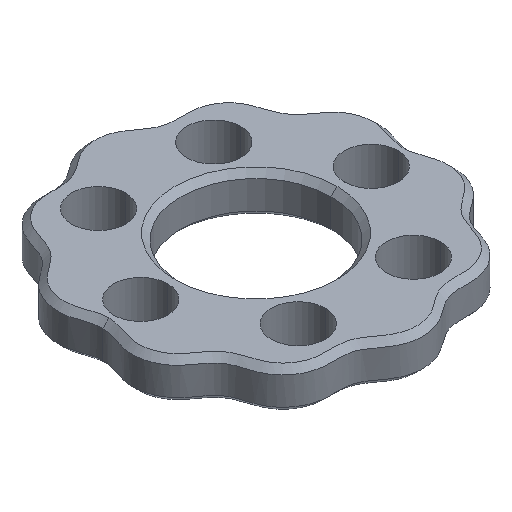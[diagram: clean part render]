
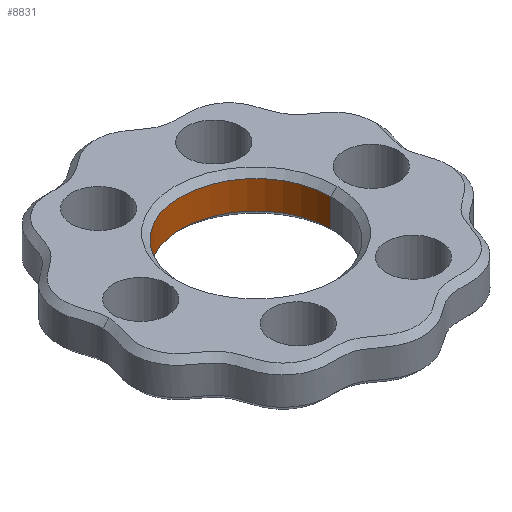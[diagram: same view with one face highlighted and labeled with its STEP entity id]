
A CAD part, isometric view. The second image highlights one B-rep face of the part: STEP entity #8831.
In plain terms, the highlighted cylindrical face has radius 7.5 mm (diameter 15 mm), a partial arc.
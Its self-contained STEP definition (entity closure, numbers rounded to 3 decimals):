
#15 = VERTEX_POINT ( 'NONE', #8699 ) ;
#45 = LINE ( 'NONE', #6971, #5678 ) ;
#255 = CARTESIAN_POINT ( 'NONE',  ( 7.5, 0., 3.4 ) ) ;
#523 = DIRECTION ( 'NONE',  ( 0., 0., -1. ) ) ;
#564 = EDGE_CURVE ( 'NONE', #15, #9004, #5119, .T. ) ;
#667 = EDGE_LOOP ( 'NONE', ( #1601, #9486, #3987, #8996 ) ) ;
#750 = AXIS2_PLACEMENT_3D ( 'NONE', #8008, #1287, #3545 ) ;
#1038 = FACE_OUTER_BOUND ( 'NONE', #667, .T. ) ;
#1211 = LINE ( 'NONE', #4204, #9543 ) ;
#1287 = DIRECTION ( 'NONE',  ( 0., 0., 1. ) ) ;
#1451 = VERTEX_POINT ( 'NONE', #6509 ) ;
#1601 = ORIENTED_EDGE ( 'NONE', *, *, #3864, .F. ) ;
#2732 = EDGE_CURVE ( 'NONE', #9335, #1451, #9675, .T. ) ;
#3545 = DIRECTION ( 'NONE',  ( 1., 0., 0. ) ) ;
#3864 = EDGE_CURVE ( 'NONE', #9335, #9004, #45, .T. ) ;
#3984 = CYLINDRICAL_SURFACE ( 'NONE', #8379, 7.5 ) ;
#3987 = ORIENTED_EDGE ( 'NONE', *, *, #8347, .T. ) ;
#4204 = CARTESIAN_POINT ( 'NONE',  ( -7.5, 0., 4. ) ) ;
#4650 = AXIS2_PLACEMENT_3D ( 'NONE', #6518, #9452, #5687 ) ;
#5119 = CIRCLE ( 'NONE', #4650, 7.5 ) ;
#5474 = DIRECTION ( 'NONE',  ( -1., 0., 0. ) ) ;
#5678 = VECTOR ( 'NONE', #9020, 1000. ) ;
#5687 = DIRECTION ( 'NONE',  ( 1., 0., 0. ) ) ;
#6159 = CARTESIAN_POINT ( 'NONE',  ( 7.5, 0., 0.6 ) ) ;
#6351 = DIRECTION ( 'NONE',  ( 0., 0., -1. ) ) ;
#6509 = CARTESIAN_POINT ( 'NONE',  ( -7.5, 0., 3.4 ) ) ;
#6518 = CARTESIAN_POINT ( 'NONE',  ( 0., 0., 0.6 ) ) ;
#6971 = CARTESIAN_POINT ( 'NONE',  ( 7.5, 0., 4. ) ) ;
#8008 = CARTESIAN_POINT ( 'NONE',  ( 0., 0., 3.4 ) ) ;
#8347 = EDGE_CURVE ( 'NONE', #1451, #15, #1211, .T. ) ;
#8379 = AXIS2_PLACEMENT_3D ( 'NONE', #9286, #6351, #5474 ) ;
#8699 = CARTESIAN_POINT ( 'NONE',  ( -7.5, 0., 0.6 ) ) ;
#8831 = ADVANCED_FACE ( 'NONE', ( #1038 ), #3984, .F. ) ;
#8996 = ORIENTED_EDGE ( 'NONE', *, *, #564, .T. ) ;
#9004 = VERTEX_POINT ( 'NONE', #6159 ) ;
#9020 = DIRECTION ( 'NONE',  ( 0., 0., -1. ) ) ;
#9286 = CARTESIAN_POINT ( 'NONE',  ( 0., 0., 4. ) ) ;
#9335 = VERTEX_POINT ( 'NONE', #255 ) ;
#9452 = DIRECTION ( 'NONE',  ( 0., 0., -1. ) ) ;
#9486 = ORIENTED_EDGE ( 'NONE', *, *, #2732, .T. ) ;
#9543 = VECTOR ( 'NONE', #523, 1000. ) ;
#9675 = CIRCLE ( 'NONE', #750, 7.5 ) ;
